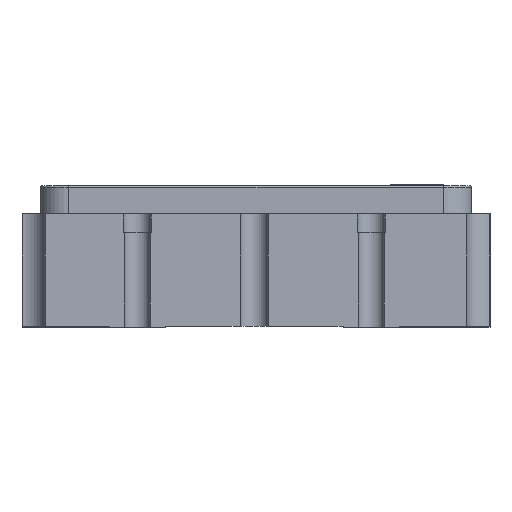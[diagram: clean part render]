
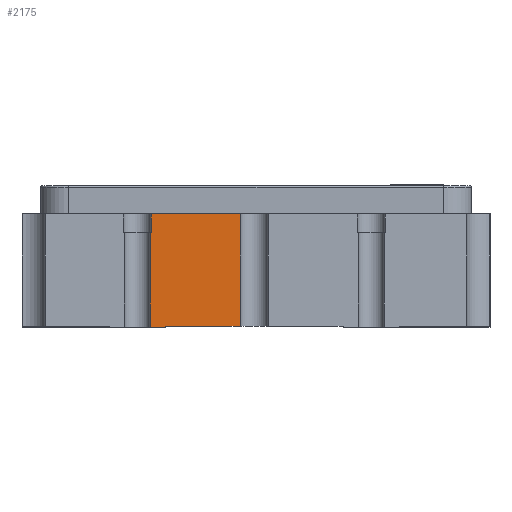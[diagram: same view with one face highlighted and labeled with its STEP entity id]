
A CAD part, left-side view. The second image highlights one B-rep face of the part: STEP entity #2175.
In plain terms, the highlighted planar face has unit normal (-1, 0, 0).
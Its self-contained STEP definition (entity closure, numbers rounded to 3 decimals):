
#32 = DIRECTION ( 'NONE',  ( 0., 0., -1. ) ) ;
#347 = CARTESIAN_POINT ( 'NONE',  ( -3.5, 1.12, 1.2 ) ) ;
#441 = LINE ( 'NONE', #13298, #15288 ) ;
#542 = CARTESIAN_POINT ( 'NONE',  ( -3.5, 1.13, -0.01 ) ) ;
#914 = LINE ( 'NONE', #9888, #12174 ) ;
#1048 = VERTEX_POINT ( 'NONE', #542 ) ;
#1225 = VERTEX_POINT ( 'NONE', #11431 ) ;
#1870 = LINE ( 'NONE', #17910, #6421 ) ;
#1968 = EDGE_CURVE ( 'NONE', #14635, #4006, #1870, .T. ) ;
#2175 = ADVANCED_FACE ( 'NONE', ( #17506 ), #18960, .F. ) ;
#2385 = CARTESIAN_POINT ( 'NONE',  ( -3.5, 1.12, 1. ) ) ;
#2512 = VERTEX_POINT ( 'NONE', #10516 ) ;
#2782 = VERTEX_POINT ( 'NONE', #13688 ) ;
#2870 = CARTESIAN_POINT ( 'NONE',  ( -3.5, 1.13, 1. ) ) ;
#4006 = VERTEX_POINT ( 'NONE', #2385 ) ;
#4103 = DIRECTION ( 'NONE',  ( 0., 0., -1. ) ) ;
#4399 = LINE ( 'NONE', #10206, #16009 ) ;
#4811 = DIRECTION ( 'NONE',  ( 0., -1., 0. ) ) ;
#5700 = ORIENTED_EDGE ( 'NONE', *, *, #7954, .F. ) ;
#5992 = ORIENTED_EDGE ( 'NONE', *, *, #13705, .T. ) ;
#6030 = DIRECTION ( 'NONE',  ( 0., 0., 1. ) ) ;
#6421 = VECTOR ( 'NONE', #16541, 1000. ) ;
#6423 = EDGE_CURVE ( 'NONE', #1225, #2782, #9370, .T. ) ;
#7063 = ORIENTED_EDGE ( 'NONE', *, *, #14760, .F. ) ;
#7741 = ORIENTED_EDGE ( 'NONE', *, *, #18492, .T. ) ;
#7954 = EDGE_CURVE ( 'NONE', #4006, #10241, #10698, .T. ) ;
#8995 = ORIENTED_EDGE ( 'NONE', *, *, #10114, .F. ) ;
#9140 = VECTOR ( 'NONE', #6030, 1000. ) ;
#9370 = LINE ( 'NONE', #10834, #9931 ) ;
#9862 = DIRECTION ( 'NONE',  ( 1., 0., 0. ) ) ;
#9888 = CARTESIAN_POINT ( 'NONE',  ( -3.5, 0.17, 1.2 ) ) ;
#9931 = VECTOR ( 'NONE', #4811, 1000. ) ;
#10059 = CARTESIAN_POINT ( 'NONE',  ( -3.5, 2.5, 1.2 ) ) ;
#10114 = EDGE_CURVE ( 'NONE', #14816, #2782, #914, .T. ) ;
#10168 = AXIS2_PLACEMENT_3D ( 'NONE', #10059, #9862, #16044 ) ;
#10206 = CARTESIAN_POINT ( 'NONE',  ( -3.5, 0.97, 1. ) ) ;
#10241 = VERTEX_POINT ( 'NONE', #11414 ) ;
#10516 = CARTESIAN_POINT ( 'NONE',  ( -3.5, 0.97, -0.01 ) ) ;
#10698 = LINE ( 'NONE', #347, #9140 ) ;
#10834 = CARTESIAN_POINT ( 'NONE',  ( -3.5, 2.5, 0. ) ) ;
#10933 = CARTESIAN_POINT ( 'NONE',  ( -3.5, 1.13, -0.01 ) ) ;
#11115 = DIRECTION ( 'NONE',  ( 0., -1., 0. ) ) ;
#11414 = CARTESIAN_POINT ( 'NONE',  ( -3.5, 1.12, 1.2 ) ) ;
#11431 = CARTESIAN_POINT ( 'NONE',  ( -3.5, 0.97, 0. ) ) ;
#11899 = ORIENTED_EDGE ( 'NONE', *, *, #15510, .F. ) ;
#11962 = LINE ( 'NONE', #17939, #16894 ) ;
#12174 = VECTOR ( 'NONE', #4103, 1000. ) ;
#12212 = LINE ( 'NONE', #10933, #13308 ) ;
#12536 = CARTESIAN_POINT ( 'NONE',  ( -3.5, 0.17, 1.2 ) ) ;
#13087 = ORIENTED_EDGE ( 'NONE', *, *, #1968, .F. ) ;
#13298 = CARTESIAN_POINT ( 'NONE',  ( -3.5, 1.13, 1. ) ) ;
#13308 = VECTOR ( 'NONE', #11115, 1000. ) ;
#13688 = CARTESIAN_POINT ( 'NONE',  ( -3.5, 0.17, 0. ) ) ;
#13705 = EDGE_CURVE ( 'NONE', #14635, #1048, #441, .T. ) ;
#14607 = DIRECTION ( 'NONE',  ( 0., 0., -1. ) ) ;
#14635 = VERTEX_POINT ( 'NONE', #2870 ) ;
#14760 = EDGE_CURVE ( 'NONE', #10241, #14816, #11962, .T. ) ;
#14816 = VERTEX_POINT ( 'NONE', #12536 ) ;
#15288 = VECTOR ( 'NONE', #32, 1000. ) ;
#15510 = EDGE_CURVE ( 'NONE', #1225, #2512, #4399, .T. ) ;
#16009 = VECTOR ( 'NONE', #14607, 1000. ) ;
#16044 = DIRECTION ( 'NONE',  ( 0., 0., -1. ) ) ;
#16470 = DIRECTION ( 'NONE',  ( 0., -1., 0. ) ) ;
#16541 = DIRECTION ( 'NONE',  ( 0., -1., 0. ) ) ;
#16894 = VECTOR ( 'NONE', #16470, 1000. ) ;
#17506 = FACE_OUTER_BOUND ( 'NONE', #18433, .T. ) ;
#17563 = ORIENTED_EDGE ( 'NONE', *, *, #6423, .T. ) ;
#17910 = CARTESIAN_POINT ( 'NONE',  ( -3.5, 1.13, 1. ) ) ;
#17939 = CARTESIAN_POINT ( 'NONE',  ( -3.5, 2.5, 1.2 ) ) ;
#18433 = EDGE_LOOP ( 'NONE', ( #11899, #17563, #8995, #7063, #5700, #13087, #5992, #7741 ) ) ;
#18492 = EDGE_CURVE ( 'NONE', #1048, #2512, #12212, .T. ) ;
#18960 = PLANE ( 'NONE',  #10168 ) ;
